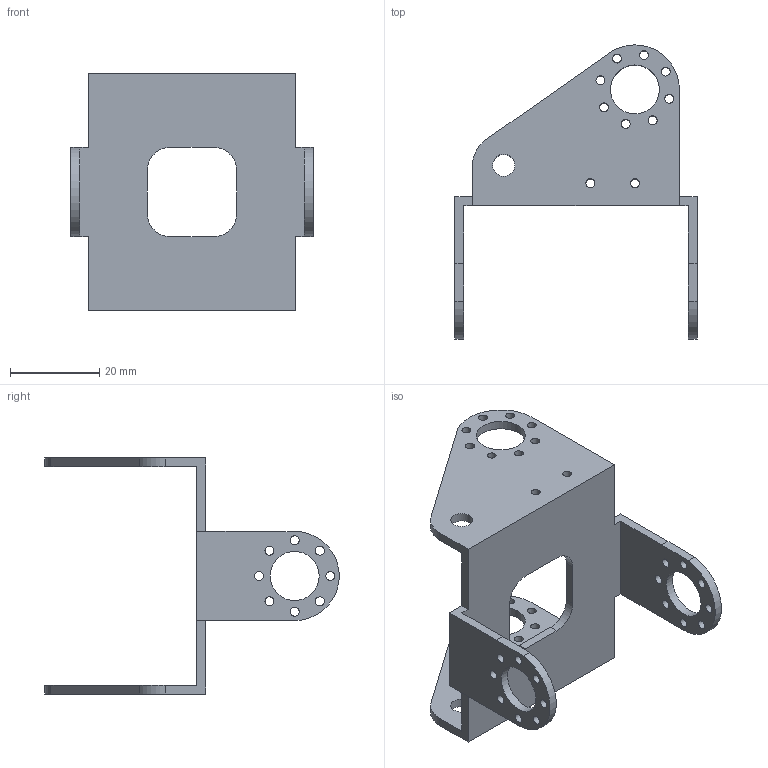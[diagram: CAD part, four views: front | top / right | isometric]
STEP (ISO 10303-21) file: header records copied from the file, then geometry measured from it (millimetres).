
FILE_DESCRIPTION(/* description */ ('STEP AP214'),/* implementation_level */ '2;1');
FILE_NAME(/* name */ '',/* time_stamp */ '2025-04-26T17:20:45+08:00',/* author */ (''),/* organization */ (''),/* preprocessor_version */ 'ST-DEVELOPER v20.1',/* originating_system */ 'Autodesk Translation Framework v14.4.0.0',/* authorisation */ '');
FILE_SCHEMA (('AUTOMOTIVE_DESIGN { 1 0 10303 214 3 1 1 }'));
Length unit declared in the file: millimetre
Products named in the file (1): ¶Ë²¿Á¬½Ó¼þ-4¸
ö
Bounding box: 54.43 x 66.01 x 53 mm (x, y, z)
Volume: 10311.1 mm3; surface area: 12069.1 mm2
Topology: 1 solids, 1 shells, 80 faces, 234 edges, 156 vertices
Faces by surface type: cylinder 52, plane 28
Full cylindrical faces by diameter (mm): 2 x36, 5 x2, 11 x4
Entity records: 2907 total; most frequent: DIRECTION 500, CARTESIAN_POINT 471, ORIENTED_EDGE 468, EDGE_CURVE 234, AXIS2_PLACEMENT_3D 185, EDGE_LOOP 166, VERTEX_POINT 156, LINE 130
